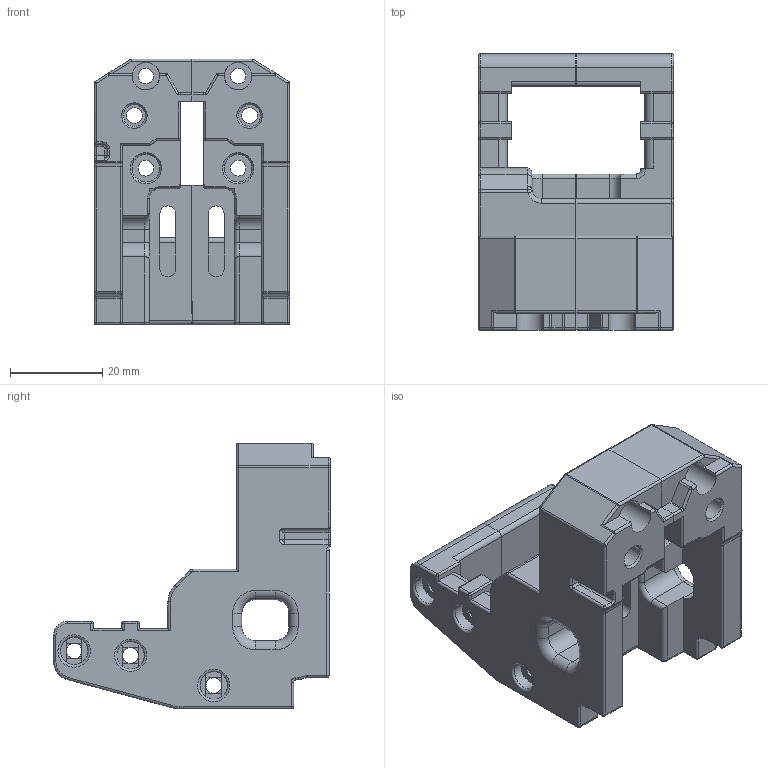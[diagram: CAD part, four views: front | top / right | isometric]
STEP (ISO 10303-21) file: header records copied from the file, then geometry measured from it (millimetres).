
FILE_DESCRIPTION(/* description */ (''),/* implementation_level */ '2;1');
FILE_NAME(/* name */ 'SW_Mini_SB_Carriage v3.step',/* time_stamp */ '2023-04-01T19:46:56-04:00',/* author */ (''),/* organization */ (''),/* preprocessor_version */ 'ST-DEVELOPER v19.2',/* originating_system */ 'Autodesk Translation Framework v11.17.0.187',/* authorisation */ '');
FILE_SCHEMA (('AUTOMOTIVE_DESIGN { 1 0 10303 214 3 1 1 }'));
Length unit declared in the file: millimetre
Products named in the file (2): SW_Mini_SB_Carriage; SW_Mini_SB_Klicky v1
Assembly tree (1 placements, depth 2):
  SW_Mini_SB_Carriage
    SW_Mini_SB_Klicky v1
Bounding box: 42.4 x 60.04 x 57.7 mm (x, y, z)
Volume: 42546.2 mm3; surface area: 19000.3 mm2
Topology: 2 solids, 2 shells, 570 faces, 1404 edges, 836 vertices
Faces by surface type: cylinder 243, plane 225, torus 50, sphere 34, bspline 14, cone 4
Full cylindrical faces by diameter (mm): 1.8 x2, 3.4 x12, 4.75 x2, 6 x8
Entity records: 17127 total; most frequent: CARTESIAN_POINT 3288, DIRECTION 3043, ORIENTED_EDGE 2796, EDGE_CURVE 1398, AXIS2_PLACEMENT_3D 1114, VERTEX_POINT 836, LINE 815, VECTOR 815
